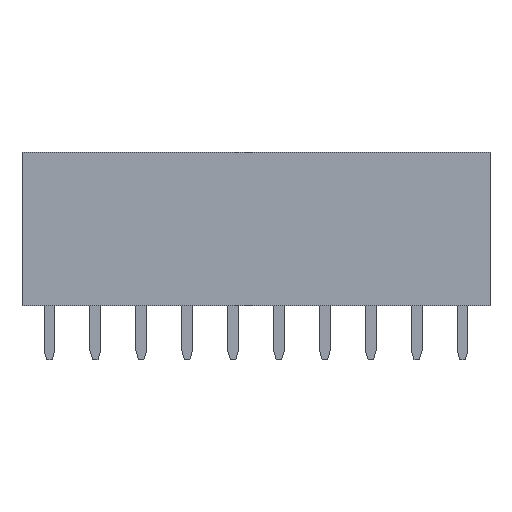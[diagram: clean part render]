
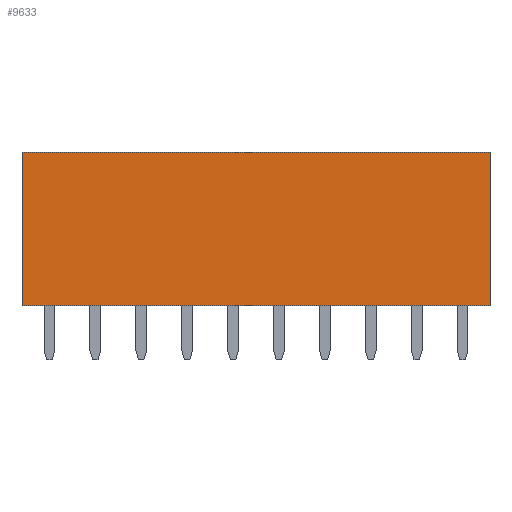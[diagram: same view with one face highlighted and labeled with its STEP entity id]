
A CAD part, top view. The second image highlights one B-rep face of the part: STEP entity #9633.
In plain terms, the highlighted planar face has unit normal (0, 0, 1).
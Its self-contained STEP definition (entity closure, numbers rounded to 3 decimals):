
#75=DIRECTION('',(0.,-1.,0.));
#76=VECTOR('',#75,8.5);
#77=CARTESIAN_POINT('',(-12.95,8.5,1.27));
#78=LINE('',#77,#76);
#2959=DIRECTION('',(0.,-1.,0.));
#2960=VECTOR('',#2959,8.5);
#2961=CARTESIAN_POINT('',(12.95,8.5,1.27));
#2962=LINE('',#2961,#2960);
#3008=DIRECTION('',(1.,0.,0.));
#3009=VECTOR('',#3008,25.9);
#3010=CARTESIAN_POINT('',(-12.95,0.,1.27));
#3011=LINE('',#3010,#3009);
#3022=DIRECTION('',(1.,0.,0.));
#3023=VECTOR('',#3022,25.9);
#3024=CARTESIAN_POINT('',(-12.95,8.5,1.27));
#3025=LINE('',#3024,#3023);
#5381=CARTESIAN_POINT('',(-12.95,8.5,1.27));
#5382=CARTESIAN_POINT('',(-12.95,0.,1.27));
#5383=VERTEX_POINT('',#5381);
#5384=VERTEX_POINT('',#5382);
#5389=CARTESIAN_POINT('',(12.95,8.5,1.27));
#5390=CARTESIAN_POINT('',(12.95,0.,1.27));
#5391=VERTEX_POINT('',#5389);
#5392=VERTEX_POINT('',#5390);
#9621=CARTESIAN_POINT('',(-12.95,8.5,1.27));
#9622=DIRECTION('',(0.,0.,1.));
#9623=DIRECTION('',(0.,-1.,0.));
#9624=AXIS2_PLACEMENT_3D('',#9621,#9622,#9623);
#9625=PLANE('',#9624);
#9626=ORIENTED_EDGE('',*,*,#6390,.F.);
#9628=ORIENTED_EDGE('',*,*,#9627,.T.);
#9629=ORIENTED_EDGE('',*,*,#9582,.T.);
#9630=ORIENTED_EDGE('',*,*,#9602,.F.);
#9631=EDGE_LOOP('',(#9626,#9628,#9629,#9630));
#9632=FACE_OUTER_BOUND('',#9631,.F.);
#9633=ADVANCED_FACE('',(#9632),#9625,.T.);
#6390=EDGE_CURVE('',#5383,#5384,#78,.T.);
#9582=EDGE_CURVE('',#5391,#5392,#2962,.T.);
#9602=EDGE_CURVE('',#5384,#5392,#3011,.T.);
#9627=EDGE_CURVE('',#5383,#5391,#3025,.T.);
